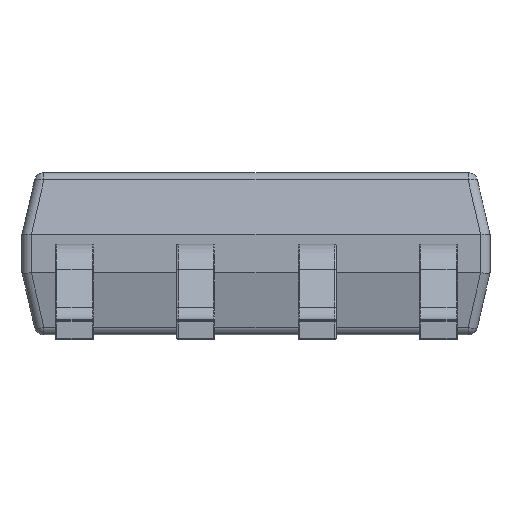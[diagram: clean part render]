
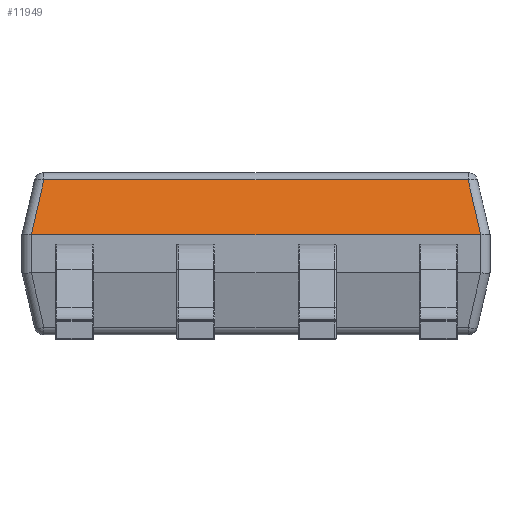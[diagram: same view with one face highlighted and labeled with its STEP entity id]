
A CAD part, front view. The second image highlights one B-rep face of the part: STEP entity #11949.
In plain terms, the highlighted planar face has unit normal (0, -0.974, 0.225).
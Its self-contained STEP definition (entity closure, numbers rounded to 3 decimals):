
#335=ELLIPSE('',#12792,0.437,0.098);
#336=ELLIPSE('',#12793,0.437,0.098);
#698=PLANE('',#12791);
#1048=FACE_OUTER_BOUND('',#1849,.T.);
#1849=EDGE_LOOP('',(#8262,#8263,#8264,#8265,#8266,#8267));
#2704=LINE('',#18196,#3772);
#2727=LINE('',#18272,#3795);
#2728=LINE('',#18274,#3796);
#2729=LINE('',#18276,#3797);
#3772=VECTOR('',#14012,1.);
#3795=VECTOR('',#14081,1.);
#3796=VECTOR('',#14082,1.);
#3797=VECTOR('',#14083,1.);
#5301=VERTEX_POINT('',#18193);
#5302=VERTEX_POINT('',#18195);
#5331=VERTEX_POINT('',#18269);
#5332=VERTEX_POINT('',#18271);
#5333=VERTEX_POINT('',#18273);
#5334=VERTEX_POINT('',#18275);
#6394=EDGE_CURVE('',#5301,#5302,#2704,.T.);
#6431=EDGE_CURVE('',#5301,#5331,#335,.T.);
#6432=EDGE_CURVE('',#5331,#5332,#2727,.T.);
#6433=EDGE_CURVE('',#5332,#5333,#2728,.T.);
#6434=EDGE_CURVE('',#5333,#5334,#2729,.T.);
#6435=EDGE_CURVE('',#5334,#5302,#336,.T.);
#8262=ORIENTED_EDGE('',*,*,#6394,.F.);
#8263=ORIENTED_EDGE('',*,*,#6431,.T.);
#8264=ORIENTED_EDGE('',*,*,#6432,.T.);
#8265=ORIENTED_EDGE('',*,*,#6433,.T.);
#8266=ORIENTED_EDGE('',*,*,#6434,.T.);
#8267=ORIENTED_EDGE('',*,*,#6435,.T.);
#11949=ADVANCED_FACE('',(#1048),#698,.T.);
#12791=AXIS2_PLACEMENT_3D('',#18268,#14077,#14078);
#12792=AXIS2_PLACEMENT_3D('',#18270,#14079,#14080);
#12793=AXIS2_PLACEMENT_3D('',#18277,#14084,#14085);
#14012=DIRECTION('',(-1.,0.,0.));
#14077=DIRECTION('center_axis',(0.,-0.974,0.225));
#14078=DIRECTION('ref_axis',(-1.,0.,0.));
#14079=DIRECTION('center_axis',(0.,-0.974,
0.225));
#14080=DIRECTION('ref_axis',(0.,-0.225,-0.974));
#14081=DIRECTION('',(-0.219,0.219,0.951));
#14082=DIRECTION('',(-1.,0.,0.));
#14083=DIRECTION('',(-0.219,-0.219,-0.951));
#14084=DIRECTION('center_axis',(0.,-0.974,
0.225));
#14085=DIRECTION('ref_axis',(0.,-0.225,-0.974));
#18193=CARTESIAN_POINT('',(2.309,-1.916,1.08));
#18195=CARTESIAN_POINT('',(-2.309,-1.916,1.08));
#18196=CARTESIAN_POINT('',(-2.407,-1.916,1.08));
#18268=CARTESIAN_POINT('Origin',(0.,-1.769,1.719));
#18269=CARTESIAN_POINT('',(2.312,-1.916,1.08));
#18270=CARTESIAN_POINT('Origin',(2.309,-1.818,1.506));
#18271=CARTESIAN_POINT('',(2.182,-1.786,1.643));
#18272=CARTESIAN_POINT('',(2.06,-1.665,2.17));
#18273=CARTESIAN_POINT('',(-2.182,-1.786,1.643));
#18274=CARTESIAN_POINT('',(0.,-1.786,1.643));
#18275=CARTESIAN_POINT('',(-2.312,-1.916,1.08));
#18276=CARTESIAN_POINT('',(-2.06,-1.665,2.17));
#18277=CARTESIAN_POINT('Origin',(-2.309,-1.818,1.506));
